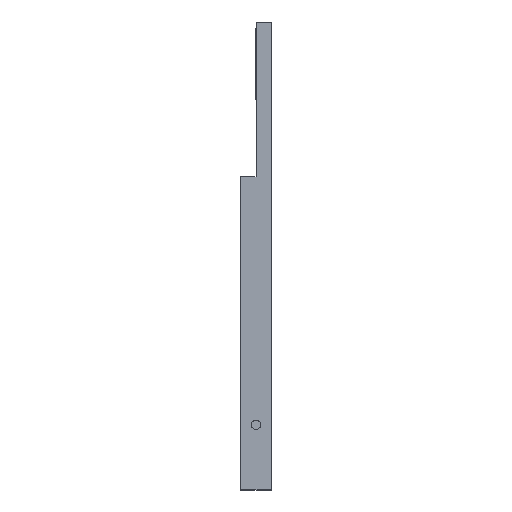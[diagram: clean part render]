
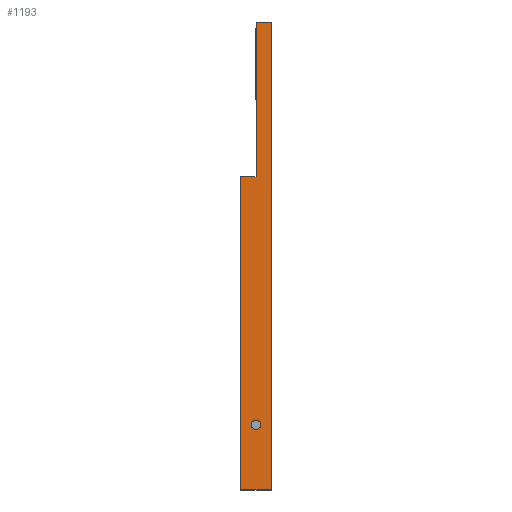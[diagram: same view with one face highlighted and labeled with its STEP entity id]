
A CAD part, left-side view. The second image highlights one B-rep face of the part: STEP entity #1193.
In plain terms, the highlighted planar face has unit normal (-1, 0, 0).
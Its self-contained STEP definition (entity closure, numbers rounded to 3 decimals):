
#17 = CARTESIAN_POINT ( 'NONE',  ( -99.5, 5., -84. ) ) ;
#137 = CIRCLE ( 'NONE', #761, 1.5 ) ;
#186 = CARTESIAN_POINT ( 'NONE',  ( -99.5, 5., -4. ) ) ;
#208 = EDGE_CURVE ( 'NONE', #721, #944, #1019, .T. ) ;
#216 = FACE_BOUND ( 'NONE', #1727, .T. ) ;
#330 = CARTESIAN_POINT ( 'NONE',  ( -99.5, 0., 46. ) ) ;
#373 = CARTESIAN_POINT ( 'NONE',  ( -99.5, 10., -105. ) ) ;
#383 = VECTOR ( 'NONE', #2486, 1000. ) ;
#463 = VECTOR ( 'NONE', #1914, 1000. ) ;
#485 = DIRECTION ( 'NONE',  ( -1., 0., 0. ) ) ;
#637 = DIRECTION ( 'NONE',  ( 0., -1., 0. ) ) ;
#659 = VECTOR ( 'NONE', #1905, 1000. ) ;
#713 = EDGE_CURVE ( 'NONE', #2609, #2886, #1306, .T. ) ;
#721 = VERTEX_POINT ( 'NONE', #1028 ) ;
#747 = CARTESIAN_POINT ( 'NONE',  ( -99.5, 0., -105. ) ) ;
#761 = AXIS2_PLACEMENT_3D ( 'NONE', #1096, #2258, #2246 ) ;
#765 = CARTESIAN_POINT ( 'NONE',  ( -99.5, 10., -4. ) ) ;
#839 = DIRECTION ( 'NONE',  ( 0., 1., 0. ) ) ;
#843 = EDGE_LOOP ( 'NONE', ( #2179, #1032, #1342, #1973, #1590, #2771 ) ) ;
#882 = FACE_OUTER_BOUND ( 'NONE', #843, .T. ) ;
#908 = CARTESIAN_POINT ( 'NONE',  ( -99.5, 5., -4. ) ) ;
#944 = VERTEX_POINT ( 'NONE', #373 ) ;
#979 = EDGE_CURVE ( 'NONE', #1302, #2886, #1699, .T. ) ;
#1019 = LINE ( 'NONE', #747, #463 ) ;
#1028 = CARTESIAN_POINT ( 'NONE',  ( -99.5, 0., -105. ) ) ;
#1032 = ORIENTED_EDGE ( 'NONE', *, *, #713, .F. ) ;
#1096 = CARTESIAN_POINT ( 'NONE',  ( -99.5, 5., -84. ) ) ;
#1128 = CARTESIAN_POINT ( 'NONE',  ( -99.5, 5., -82.5 ) ) ;
#1135 = CARTESIAN_POINT ( 'NONE',  ( -99.5, 10., 200. ) ) ;
#1193 = ADVANCED_FACE ( 'NONE', ( #216, #882 ), #1308, .F. ) ;
#1214 = EDGE_CURVE ( 'NONE', #1558, #2609, #2044, .T. ) ;
#1217 = AXIS2_PLACEMENT_3D ( 'NONE', #1135, #2945, #1555 ) ;
#1302 = VERTEX_POINT ( 'NONE', #2281 ) ;
#1306 = LINE ( 'NONE', #2850, #659 ) ;
#1308 = PLANE ( 'NONE',  #1217 ) ;
#1342 = ORIENTED_EDGE ( 'NONE', *, *, #1214, .F. ) ;
#1421 = VERTEX_POINT ( 'NONE', #2918 ) ;
#1487 = VECTOR ( 'NONE', #1873, 1000. ) ;
#1555 = DIRECTION ( 'NONE',  ( 0., 0., -1. ) ) ;
#1558 = VERTEX_POINT ( 'NONE', #765 ) ;
#1590 = ORIENTED_EDGE ( 'NONE', *, *, #208, .F. ) ;
#1627 = ORIENTED_EDGE ( 'NONE', *, *, #2293, .F. ) ;
#1699 = LINE ( 'NONE', #330, #2024 ) ;
#1727 = EDGE_LOOP ( 'NONE', ( #1627, #2914 ) ) ;
#1749 = CARTESIAN_POINT ( 'NONE',  ( -99.5, 0., 200. ) ) ;
#1873 = DIRECTION ( 'NONE',  ( 0., 0., 1. ) ) ;
#1875 = VERTEX_POINT ( 'NONE', #1128 ) ;
#1905 = DIRECTION ( 'NONE',  ( 0., 0., 1. ) ) ;
#1906 = CIRCLE ( 'NONE', #2681, 1.5 ) ;
#1914 = DIRECTION ( 'NONE',  ( 0., 1., 0. ) ) ;
#1925 = VECTOR ( 'NONE', #637, 1000. ) ;
#1973 = ORIENTED_EDGE ( 'NONE', *, *, #2955, .F. ) ;
#2006 = LINE ( 'NONE', #1749, #383 ) ;
#2024 = VECTOR ( 'NONE', #839, 1000. ) ;
#2044 = LINE ( 'NONE', #908, #1925 ) ;
#2141 = EDGE_CURVE ( 'NONE', #721, #1302, #2006, .T. ) ;
#2172 = EDGE_CURVE ( 'NONE', #1421, #1875, #137, .T. ) ;
#2179 = ORIENTED_EDGE ( 'NONE', *, *, #979, .T. ) ;
#2246 = DIRECTION ( 'NONE',  ( 0., 0., 1. ) ) ;
#2258 = DIRECTION ( 'NONE',  ( -1., 0., 0. ) ) ;
#2281 = CARTESIAN_POINT ( 'NONE',  ( -99.5, 0., 46. ) ) ;
#2293 = EDGE_CURVE ( 'NONE', #1875, #1421, #1906, .T. ) ;
#2352 = CARTESIAN_POINT ( 'NONE',  ( -99.5, 10., 200. ) ) ;
#2389 = CARTESIAN_POINT ( 'NONE',  ( -99.5, 5., 46. ) ) ;
#2486 = DIRECTION ( 'NONE',  ( 0., 0., 1. ) ) ;
#2525 = DIRECTION ( 'NONE',  ( 0., 0., 1. ) ) ;
#2564 = LINE ( 'NONE', #2352, #1487 ) ;
#2609 = VERTEX_POINT ( 'NONE', #186 ) ;
#2681 = AXIS2_PLACEMENT_3D ( 'NONE', #17, #485, #2525 ) ;
#2771 = ORIENTED_EDGE ( 'NONE', *, *, #2141, .T. ) ;
#2850 = CARTESIAN_POINT ( 'NONE',  ( -99.5, 5., 46. ) ) ;
#2886 = VERTEX_POINT ( 'NONE', #2389 ) ;
#2914 = ORIENTED_EDGE ( 'NONE', *, *, #2172, .F. ) ;
#2918 = CARTESIAN_POINT ( 'NONE',  ( -99.5, 5., -85.5 ) ) ;
#2945 = DIRECTION ( 'NONE',  ( 1., 0., 0. ) ) ;
#2955 = EDGE_CURVE ( 'NONE', #944, #1558, #2564, .T. ) ;
